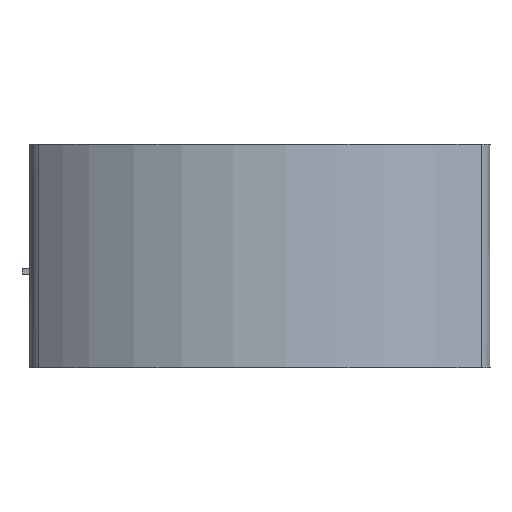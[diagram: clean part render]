
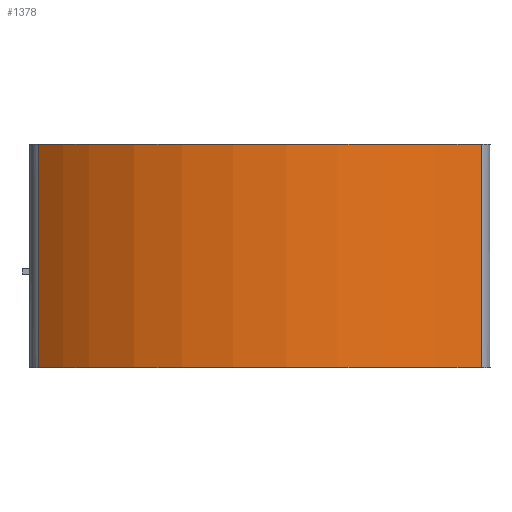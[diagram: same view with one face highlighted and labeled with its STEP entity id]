
A CAD part, left-side view. The second image highlights one B-rep face of the part: STEP entity #1378.
In plain terms, the highlighted free-form (B-spline) face has degree [2, 1] with [3, 2] control points.
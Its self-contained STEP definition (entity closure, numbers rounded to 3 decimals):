
#1378 = ADVANCED_FACE('',(#1379),#1411,.T.);
#1379 = FACE_BOUND('',#1380,.T.);
#1380 = EDGE_LOOP('',(#1381,#1391,#1398,#1406));
#1381 = ORIENTED_EDGE('',*,*,#1382,.T.);
#1382 = EDGE_CURVE('',#1383,#1385,#1387,.T.);
#1383 = VERTEX_POINT('',#1384);
#1384 = CARTESIAN_POINT('',(-79.83,-66.797,
    269.697));
#1385 = VERTEX_POINT('',#1386);
#1386 = CARTESIAN_POINT('',(-79.83,66.345,
    269.697));
#1387 = ( BOUNDED_CURVE() B_SPLINE_CURVE(2,(#1388,#1389,#1390),
.UNSPECIFIED.,.F.,.F.) B_SPLINE_CURVE_WITH_KNOTS((3,3),(5.566,
7.001),.PIECEWISE_BEZIER_KNOTS.) CURVE() 
GEOMETRIC_REPRESENTATION_ITEM() RATIONAL_B_SPLINE_CURVE((1.,
0.753,1.)) REPRESENTATION_ITEM('') );
#1388 = CARTESIAN_POINT('',(-79.83,-66.797,
    269.697));
#1389 = CARTESIAN_POINT('',(-137.922,-0.226,
    269.697));
#1390 = CARTESIAN_POINT('',(-79.83,66.345,
    269.697));
#1391 = ORIENTED_EDGE('',*,*,#1392,.T.);
#1392 = EDGE_CURVE('',#1385,#1393,#1395,.T.);
#1393 = VERTEX_POINT('',#1394);
#1394 = CARTESIAN_POINT('',(-79.83,66.345,
    202.501));
#1395 = B_SPLINE_CURVE_WITH_KNOTS('',1,(#1396,#1397),.UNSPECIFIED.,.F.,
  .F.,(2,2),(-45.,0.),.PIECEWISE_BEZIER_KNOTS.);
#1396 = CARTESIAN_POINT('',(-79.83,66.345,
    269.697));
#1397 = CARTESIAN_POINT('',(-79.83,66.345,
    202.501));
#1398 = ORIENTED_EDGE('',*,*,#1399,.F.);
#1399 = EDGE_CURVE('',#1400,#1393,#1402,.T.);
#1400 = VERTEX_POINT('',#1401);
#1401 = CARTESIAN_POINT('',(-79.83,-66.797,
    202.501));
#1402 = ( BOUNDED_CURVE() B_SPLINE_CURVE(2,(#1403,#1404,#1405),
.UNSPECIFIED.,.F.,.F.) B_SPLINE_CURVE_WITH_KNOTS((3,3),(5.566,
7.001),.PIECEWISE_BEZIER_KNOTS.) CURVE() 
GEOMETRIC_REPRESENTATION_ITEM() RATIONAL_B_SPLINE_CURVE((1.,
0.753,1.)) REPRESENTATION_ITEM('') );
#1403 = CARTESIAN_POINT('',(-79.83,-66.797,
    202.501));
#1404 = CARTESIAN_POINT('',(-137.922,-0.226,
    202.501));
#1405 = CARTESIAN_POINT('',(-79.83,66.345,
    202.501));
#1406 = ORIENTED_EDGE('',*,*,#1407,.T.);
#1407 = EDGE_CURVE('',#1400,#1383,#1408,.T.);
#1408 = B_SPLINE_CURVE_WITH_KNOTS('',1,(#1409,#1410),.UNSPECIFIED.,.F.,
  .F.,(2,2),(0.,45.),.PIECEWISE_BEZIER_KNOTS.);
#1409 = CARTESIAN_POINT('',(-79.83,-66.797,
    202.501));
#1410 = CARTESIAN_POINT('',(-79.83,-66.797,
    269.697));
#1411 = ( BOUNDED_SURFACE() B_SPLINE_SURFACE(2,1,(
    (#1412,#1413)
    ,(#1414,#1415)
    ,(#1416,#1417
)),.UNSPECIFIED.,.F.,.F.,.F.) B_SPLINE_SURFACE_WITH_KNOTS((3,3),(2,2),(
    2.424,3.859),(0.,45.),.PIECEWISE_BEZIER_KNOTS.) 
GEOMETRIC_REPRESENTATION_ITEM() RATIONAL_B_SPLINE_SURFACE((
    (1.,1.)
    ,(0.753,0.753)
,(1.,1.))) REPRESENTATION_ITEM('') SURFACE() );
#1412 = CARTESIAN_POINT('',(-79.83,66.345,
    202.501));
#1413 = CARTESIAN_POINT('',(-79.83,66.345,
    269.697));
#1414 = CARTESIAN_POINT('',(-137.922,-0.226,202.501
    ));
#1415 = CARTESIAN_POINT('',(-137.922,-0.226,269.697
    ));
#1416 = CARTESIAN_POINT('',(-79.83,-66.797,
    202.501));
#1417 = CARTESIAN_POINT('',(-79.83,-66.797,
    269.697));
